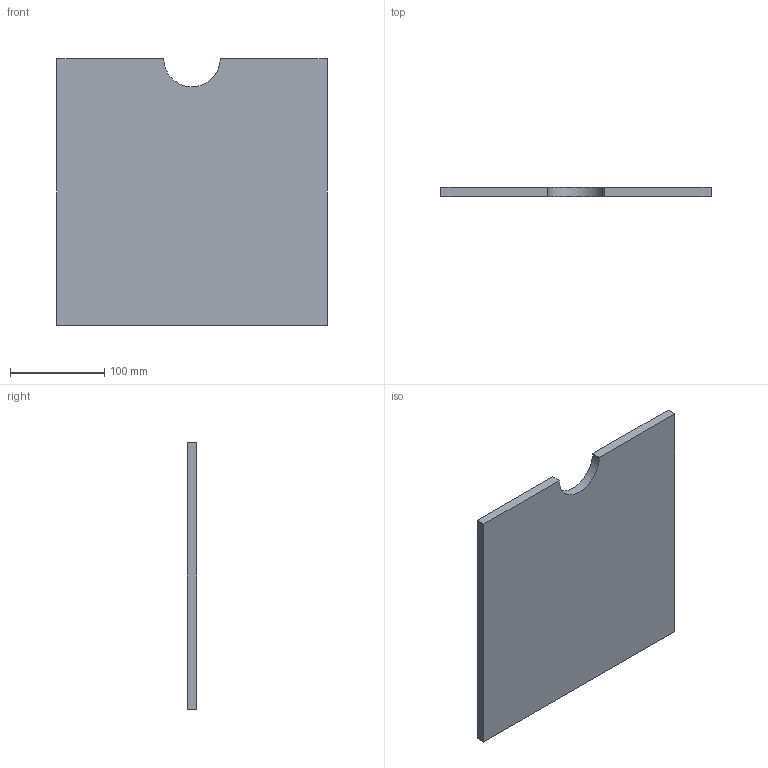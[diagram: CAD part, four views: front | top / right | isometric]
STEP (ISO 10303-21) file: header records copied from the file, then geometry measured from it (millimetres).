
FILE_DESCRIPTION (( 'STEP AP214' ), '1' );
FILE_NAME ('JXHMP4602-13003-h す裔蹬.step', '2025-01-04T01:54:01', ( 'Windows User' ), ( 'P R C' ), 'SwSTEP 2.0', 'SolidWorks 2020', '' );
FILE_SCHEMA (( 'AUTOMOTIVE_DESIGN' ));
Length unit declared in the file: millimetre
Products named in the file (1): JXHMP4602-13003-h す裔蹬
Bounding box: 287 x 10 x 283.5 mm (x, y, z)
Volume: 799506.6 mm3; surface area: 171653.6 mm2
Topology: 1 solids, 1 shells, 8 faces, 18 edges, 12 vertices
Faces by surface type: plane 7, bspline 1
Entity records: 259 total; most frequent: CARTESIAN_POINT 52, ORIENTED_EDGE 36, DIRECTION 32, EDGE_CURVE 18, LINE 16, VECTOR 16, VERTEX_POINT 12, EDGE_LOOP 8
